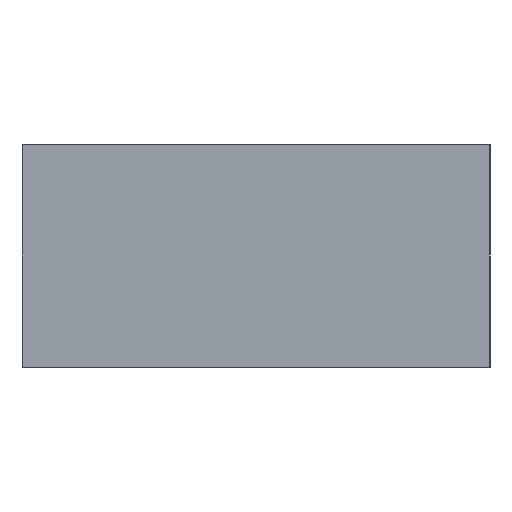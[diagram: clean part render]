
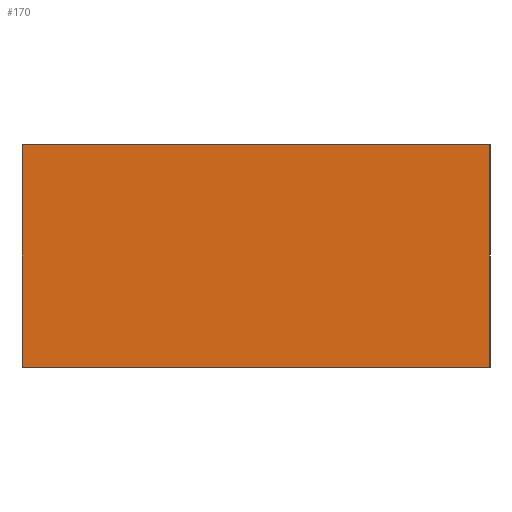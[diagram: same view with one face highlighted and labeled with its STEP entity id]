
A CAD part, left-side view. The second image highlights one B-rep face of the part: STEP entity #170.
In plain terms, the highlighted planar face has unit normal (-1, 0, 0).
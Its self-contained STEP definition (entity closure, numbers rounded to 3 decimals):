
#45=CARTESIAN_POINT('POINT7',(-27.5,35.25,9.5));
#46=VERTEX_POINT('VERTEX7',#45);
#53=CARTESIAN_POINT('POINT8',(-27.5,-4.75,9.5));
#54=VERTEX_POINT('VERTEX8',#53);
#55=CARTESIAN_POINT('POS7',(-27.5,35.25,9.5));
#56=DIRECTION('DIR7',(0.,-1.,0.));
#57=VECTOR('VEC7',#56,1.);
#58=LINE('STRAIGHT7',#55,#57);
#59=EDGE_CURVE('EDGE7',#46,#54,#58,.T.);
#84=CARTESIAN_POINT('POINT10',(-27.5,-4.75,-9.5));
#85=VERTEX_POINT('VERTEX10',#84);
#86=CARTESIAN_POINT('POS11',(-27.5,-4.75,-9.5));
#87=DIRECTION('DIR12',(0.,0.,1.));
#88=VECTOR('VEC10',#87,1.);
#89=LINE('STRAIGHT10',#86,#88);
#90=EDGE_CURVE('EDGE10',#85,#54,#89,.T.);
#130=CARTESIAN_POINT('POINT12',(-27.5,35.25,-9.5));
#131=VERTEX_POINT('VERTEX12',#130);
#132=CARTESIAN_POINT('POS17',(-27.5,35.25,-9.5));
#133=DIRECTION('DIR20',(0.,0.,1.));
#134=VECTOR('VEC14',#133,1.);
#135=LINE('STRAIGHT14',#132,#134);
#136=EDGE_CURVE('EDGE14',#131,#46,#135,.T.);
#154=ORIENTED_EDGE('COEDGE21',*,*,#90,.T.);
#155=ORIENTED_EDGE('COEDGE22',*,*,#59,.F.);
#156=ORIENTED_EDGE('COEDGE23',*,*,#136,.F.);
#157=CARTESIAN_POINT('POS20',(-27.5,35.25,-9.5));
#158=DIRECTION('DIR24',(0.,-1.,0.));
#159=VECTOR('VEC16',#158,1.);
#160=LINE('STRAIGHT16',#157,#159);
#161=EDGE_CURVE('EDGE16',#131,#85,#160,.T.);
#162=ORIENTED_EDGE('COEDGE24',*,*,#161,.T.);
#163=EDGE_LOOP('NONE',(#154,#155,#156,#162));
#164=FACE_BOUND('LOOP1',#163,.T.);
#165=CARTESIAN_POINT('POS21',(-27.5,35.25,-9.5));
#166=DIRECTION('DIR25',(-1.,0.,0.));
#167=DIRECTION('DIR26',(0.,1.,0.));
#168=AXIS2_PLACEMENT_3D('AXIS5',#165,#166,#167);
#169=PLANE('PLANE5',#168);
#170=ADVANCED_FACE('FACE5',(#164),#169,.T.);
